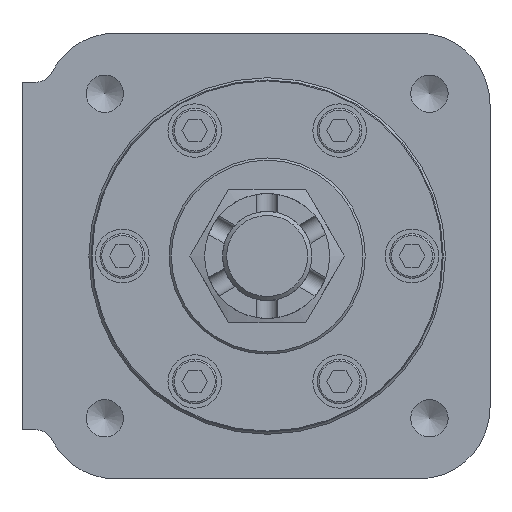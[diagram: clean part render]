
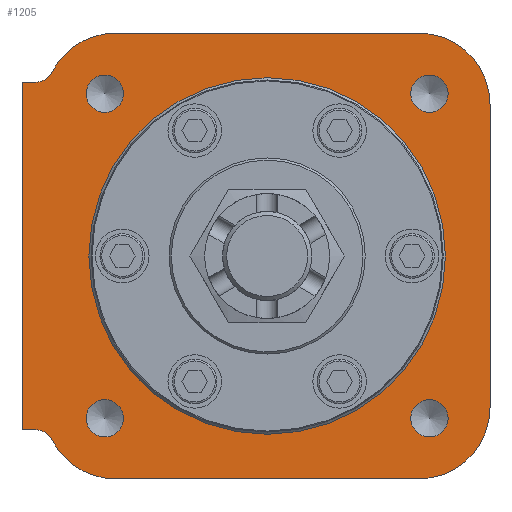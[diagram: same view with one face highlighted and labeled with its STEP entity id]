
A CAD part, left-side view. The second image highlights one B-rep face of the part: STEP entity #1205.
In plain terms, the highlighted planar face has unit normal (-1, 0, 0).
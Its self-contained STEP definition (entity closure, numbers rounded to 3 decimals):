
#1205 = ADVANCED_FACE( '', ( #2487, #2488, #2489, #2490, #2491, #2492 ), #2493, .F. );
#2487 = FACE_BOUND( '', #3757, .T. );
#2488 = FACE_BOUND( '', #3758, .T. );
#2489 = FACE_BOUND( '', #3759, .T. );
#2490 = FACE_BOUND( '', #3760, .T. );
#2491 = FACE_BOUND( '', #3761, .T. );
#2492 = FACE_OUTER_BOUND( '', #3762, .T. );
#2493 = PLANE( '', #3763 );
#3757 = EDGE_LOOP( '', ( #6608 ) );
#3758 = EDGE_LOOP( '', ( #6609 ) );
#3759 = EDGE_LOOP( '', ( #6610 ) );
#3760 = EDGE_LOOP( '', ( #6611 ) );
#3761 = EDGE_LOOP( '', ( #6612 ) );
#3762 = EDGE_LOOP( '', ( #6613, #6614, #6615, #6616, #6617, #6618, #6619, #6620, #6621, #6622, #6623, #6624 ) );
#3763 = AXIS2_PLACEMENT_3D( '', #6625, #6626, #6627 );
#6608 = ORIENTED_EDGE( '', *, *, #7684, .T. );
#6609 = ORIENTED_EDGE( '', *, *, #7706, .T. );
#6610 = ORIENTED_EDGE( '', *, *, #7828, .T. );
#6611 = ORIENTED_EDGE( '', *, *, #7819, .T. );
#6612 = ORIENTED_EDGE( '', *, *, #6838, .T. );
#6613 = ORIENTED_EDGE( '', *, *, #7411, .F. );
#6614 = ORIENTED_EDGE( '', *, *, #7191, .T. );
#6615 = ORIENTED_EDGE( '', *, *, #7615, .F. );
#6616 = ORIENTED_EDGE( '', *, *, #6833, .F. );
#6617 = ORIENTED_EDGE( '', *, *, #7474, .F. );
#6618 = ORIENTED_EDGE( '', *, *, #6943, .T. );
#6619 = ORIENTED_EDGE( '', *, *, #7829, .F. );
#6620 = ORIENTED_EDGE( '', *, *, #7318, .F. );
#6621 = ORIENTED_EDGE( '', *, *, #7227, .F. );
#6622 = ORIENTED_EDGE( '', *, *, #7589, .F. );
#6623 = ORIENTED_EDGE( '', *, *, #7327, .F. );
#6624 = ORIENTED_EDGE( '', *, *, #7830, .F. );
#6625 = CARTESIAN_POINT( '', ( 65.4, 40., 0. ) );
#6626 = DIRECTION( '', ( 1., 0., 0. ) );
#6627 = DIRECTION( '', ( 0., 0., -1. ) );
#6833 = EDGE_CURVE( '', #7991, #7992, #7993, .T. );
#6838 = EDGE_CURVE( '', #8000, #8000, #8001, .T. );
#6943 = EDGE_CURVE( '', #8176, #8177, #8178, .T. );
#7191 = EDGE_CURVE( '', #8577, #8578, #8579, .T. );
#7227 = EDGE_CURVE( '', #8629, #8630, #8631, .T. );
#7318 = EDGE_CURVE( '', #8630, #8762, #8763, .T. );
#7327 = EDGE_CURVE( '', #8775, #8776, #8777, .T. );
#7411 = EDGE_CURVE( '', #8577, #8903, #8904, .T. );
#7474 = EDGE_CURVE( '', #8176, #7991, #8987, .T. );
#7589 = EDGE_CURVE( '', #8776, #8629, #9131, .T. );
#7615 = EDGE_CURVE( '', #7992, #8578, #9165, .T. );
#7684 = EDGE_CURVE( '', #9246, #9246, #9247, .T. );
#7706 = EDGE_CURVE( '', #9271, #9271, #9272, .T. );
#7819 = EDGE_CURVE( '', #9395, #9395, #9396, .T. );
#7828 = EDGE_CURVE( '', #9405, #9405, #9406, .T. );
#7829 = EDGE_CURVE( '', #8762, #8177, #9407, .T. );
#7830 = EDGE_CURVE( '', #8903, #8775, #9408, .T. );
#7991 = VERTEX_POINT( '', #9701 );
#7992 = VERTEX_POINT( '', #9702 );
#7993 = LINE( '', #9703, #9704 );
#8000 = VERTEX_POINT( '', #9714 );
#8001 = CIRCLE( '', #9715, 40. );
#8176 = VERTEX_POINT( '', #9971 );
#8177 = VERTEX_POINT( '', #9972 );
#8178 = CIRCLE( '', #9973, 4. );
#8577 = VERTEX_POINT( '', #10677 );
#8578 = VERTEX_POINT( '', #10678 );
#8579 = CIRCLE( '', #10679, 4. );
#8629 = VERTEX_POINT( '', #10759 );
#8630 = VERTEX_POINT( '', #10760 );
#8631 = CIRCLE( '', #10761, 16. );
#8762 = VERTEX_POINT( '', #10971 );
#8763 = LINE( '', #10972, #10973 );
#8775 = VERTEX_POINT( '', #10988 );
#8776 = VERTEX_POINT( '', #10989 );
#8777 = CIRCLE( '', #10990, 16. );
#8903 = VERTEX_POINT( '', #11457 );
#8904 = CIRCLE( '', #11458, 16. );
#8987 = LINE( '', #11706, #11707 );
#9131 = LINE( '', #11954, #11955 );
#9165 = LINE( '', #12001, #12002 );
#9246 = VERTEX_POINT( '', #12156 );
#9247 = CIRCLE( '', #12157, 4.188 );
#9271 = VERTEX_POINT( '', #12189 );
#9272 = CIRCLE( '', #12190, 4.188 );
#9395 = VERTEX_POINT( '', #12408 );
#9396 = CIRCLE( '', #12409, 4.188 );
#9405 = VERTEX_POINT( '', #12419 );
#9406 = CIRCLE( '', #12420, 4.188 );
#9407 = CIRCLE( '', #12421, 16. );
#9408 = LINE( '', #12422, #12423 );
#9701 = CARTESIAN_POINT( '', ( 65.4, 55., -39. ) );
#9702 = CARTESIAN_POINT( '', ( 65.4, 55., 39. ) );
#9703 = CARTESIAN_POINT( '', ( 65.4, 55., -39. ) );
#9704 = VECTOR( '', #12544, 1000. );
#9714 = CARTESIAN_POINT( '', ( 65.4, 0., -40. ) );
#9715 = AXIS2_PLACEMENT_3D( '', #12548, #12549, #12550 );
#9971 = CARTESIAN_POINT( '', ( 65.4, 51.861, -39. ) );
#9972 = CARTESIAN_POINT( '', ( 65.4, 48.288, -41.2 ) );
#9973 = AXIS2_PLACEMENT_3D( '', #12681, #12682, #12683 );
#10677 = CARTESIAN_POINT( '', ( 65.4, 48.288, 41.2 ) );
#10678 = CARTESIAN_POINT( '', ( 65.4, 51.861, 39. ) );
#10679 = AXIS2_PLACEMENT_3D( '', #12987, #12988, #12989 );
#10759 = CARTESIAN_POINT( '', ( 65.4, -50., -34. ) );
#10760 = CARTESIAN_POINT( '', ( 65.4, -34., -50. ) );
#10761 = AXIS2_PLACEMENT_3D( '', #13023, #13024, #13025 );
#10971 = CARTESIAN_POINT( '', ( 65.4, 34., -50. ) );
#10972 = CARTESIAN_POINT( '', ( 65.4, -34., -50. ) );
#10973 = VECTOR( '', #13112, 1000. );
#10988 = CARTESIAN_POINT( '', ( 65.4, -34., 50. ) );
#10989 = CARTESIAN_POINT( '', ( 65.4, -50., 34. ) );
#10990 = AXIS2_PLACEMENT_3D( '', #13122, #13123, #13124 );
#11457 = CARTESIAN_POINT( '', ( 65.4, 34., 50. ) );
#11458 = AXIS2_PLACEMENT_3D( '', #13193, #13194, #13195 );
#11706 = CARTESIAN_POINT( '', ( 65.4, 51.861, -39. ) );
#11707 = VECTOR( '', #13249, 1000. );
#11954 = CARTESIAN_POINT( '', ( 65.4, -50., 34. ) );
#11955 = VECTOR( '', #13336, 1000. );
#12001 = CARTESIAN_POINT( '', ( 65.4, 55., 39. ) );
#12002 = VECTOR( '', #13362, 1000. );
#12156 = CARTESIAN_POINT( '', ( 65.4, -36.416, 32.228 ) );
#12157 = AXIS2_PLACEMENT_3D( '', #13408, #13409, #13410 );
#12189 = CARTESIAN_POINT( '', ( 65.4, -36.416, -40.604 ) );
#12190 = AXIS2_PLACEMENT_3D( '', #13432, #13433, #13434 );
#12408 = CARTESIAN_POINT( '', ( 65.4, 36.416, 32.228 ) );
#12409 = AXIS2_PLACEMENT_3D( '', #13490, #13491, #13492 );
#12419 = CARTESIAN_POINT( '', ( 65.4, 36.416, -40.604 ) );
#12420 = AXIS2_PLACEMENT_3D( '', #13494, #13495, #13496 );
#12421 = AXIS2_PLACEMENT_3D( '', #13497, #13498, #13499 );
#12422 = CARTESIAN_POINT( '', ( 65.4, 34., 50. ) );
#12423 = VECTOR( '', #13500, 1000. );
#12544 = DIRECTION( '', ( 0., 0., 1. ) );
#12548 = CARTESIAN_POINT( '', ( 65.4, 0., 0. ) );
#12549 = DIRECTION( '', ( 1., 0., 0. ) );
#12550 = DIRECTION( '', ( 0., 0., -1. ) );
#12681 = CARTESIAN_POINT( '', ( 65.4, 51.861, -43. ) );
#12682 = DIRECTION( '', ( 1., 0., 0. ) );
#12683 = DIRECTION( '', ( 0., 0., -1. ) );
#12987 = CARTESIAN_POINT( '', ( 65.4, 51.861, 43. ) );
#12988 = DIRECTION( '', ( 1., 0., 0. ) );
#12989 = DIRECTION( '', ( 0., 0., -1. ) );
#13023 = CARTESIAN_POINT( '', ( 65.4, -34., -34. ) );
#13024 = DIRECTION( '', ( 1., 0., 0. ) );
#13025 = DIRECTION( '', ( 0., 0., -1. ) );
#13112 = DIRECTION( '', ( 0., 1., 0. ) );
#13122 = CARTESIAN_POINT( '', ( 65.4, -34., 34. ) );
#13123 = DIRECTION( '', ( 1., 0., 0. ) );
#13124 = DIRECTION( '', ( 0., 0., -1. ) );
#13193 = CARTESIAN_POINT( '', ( 65.4, 34., 34. ) );
#13194 = DIRECTION( '', ( 1., 0., 0. ) );
#13195 = DIRECTION( '', ( 0., 0., -1. ) );
#13249 = DIRECTION( '', ( 0., 1., 0. ) );
#13336 = DIRECTION( '', ( 0., 0., -1. ) );
#13362 = DIRECTION( '', ( 0., -1., 0. ) );
#13408 = CARTESIAN_POINT( '', ( 65.4, -36.416, 36.416 ) );
#13409 = DIRECTION( '', ( 1., 0., 0. ) );
#13410 = DIRECTION( '', ( 0., 0., -1. ) );
#13432 = CARTESIAN_POINT( '', ( 65.4, -36.416, -36.416 ) );
#13433 = DIRECTION( '', ( 1., 0., 0. ) );
#13434 = DIRECTION( '', ( 0., 0., -1. ) );
#13490 = CARTESIAN_POINT( '', ( 65.4, 36.416, 36.416 ) );
#13491 = DIRECTION( '', ( 1., 0., 0. ) );
#13492 = DIRECTION( '', ( 0., 0., -1. ) );
#13494 = CARTESIAN_POINT( '', ( 65.4, 36.416, -36.416 ) );
#13495 = DIRECTION( '', ( 1., 0., 0. ) );
#13496 = DIRECTION( '', ( 0., 0., -1. ) );
#13497 = CARTESIAN_POINT( '', ( 65.4, 34., -34. ) );
#13498 = DIRECTION( '', ( 1., 0., 0. ) );
#13499 = DIRECTION( '', ( 0., 0., -1. ) );
#13500 = DIRECTION( '', ( 0., -1., 0. ) );
